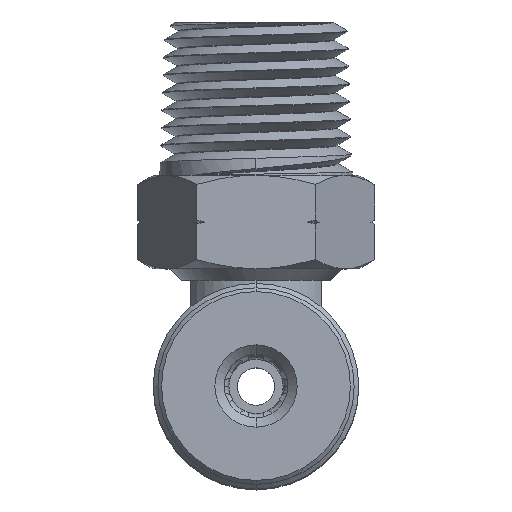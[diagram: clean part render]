
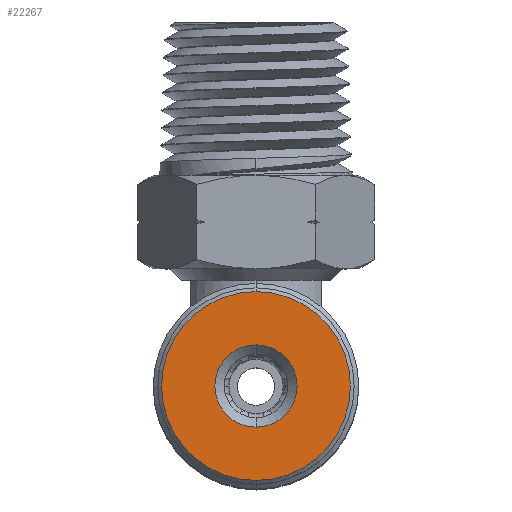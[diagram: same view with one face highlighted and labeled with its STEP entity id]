
A CAD part, top view. The second image highlights one B-rep face of the part: STEP entity #22267.
In plain terms, the highlighted planar face has unit normal (0, 0, 1).
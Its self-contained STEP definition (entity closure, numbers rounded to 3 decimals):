
#1737 = VERTEX_POINT ( 'NONE', #33644 ) ;
#2043 = CARTESIAN_POINT ( 'NONE',  ( 0., 0., 14.5 ) ) ;
#2095 = ORIENTED_EDGE ( 'NONE', *, *, #2380, .T. ) ;
#2380 = EDGE_CURVE ( 'NONE', #15009, #24781, #12041, .T. ) ;
#2566 = DIRECTION ( 'NONE',  ( 0., 0., 1. ) ) ;
#3037 = CARTESIAN_POINT ( 'NONE',  ( 0., 5.05, 14.5 ) ) ;
#3299 = CARTESIAN_POINT ( 'NONE',  ( 0., 2.2, 14.5 ) ) ;
#5130 = DIRECTION ( 'NONE',  ( 0., -1., 0. ) ) ;
#7988 = AXIS2_PLACEMENT_3D ( 'NONE', #34667, #13062, #37785 ) ;
#8416 = CARTESIAN_POINT ( 'NONE',  ( 0., 0., 14.5 ) ) ;
#10314 = CIRCLE ( 'NONE', #13454, 2.2 ) ;
#11175 = CARTESIAN_POINT ( 'NONE',  ( 0., 0., 14.5 ) ) ;
#11546 = DIRECTION ( 'NONE',  ( 0., -1., 0. ) ) ;
#11958 = EDGE_CURVE ( 'NONE', #1737, #14320, #15389, .T. ) ;
#12041 = CIRCLE ( 'NONE', #7988, 5.05 ) ;
#13062 = DIRECTION ( 'NONE',  ( 0., 0., 1. ) ) ;
#13454 = AXIS2_PLACEMENT_3D ( 'NONE', #8416, #29988, #11546 ) ;
#14046 = EDGE_CURVE ( 'NONE', #14320, #1737, #10314, .T. ) ;
#14157 = ORIENTED_EDGE ( 'NONE', *, *, #14046, .T. ) ;
#14277 = DIRECTION ( 'NONE',  ( 0., -1., 0. ) ) ;
#14320 = VERTEX_POINT ( 'NONE', #3299 ) ;
#15009 = VERTEX_POINT ( 'NONE', #29533 ) ;
#15389 = CIRCLE ( 'NONE', #28343, 2.2 ) ;
#16390 = EDGE_CURVE ( 'NONE', #24781, #15009, #19188, .T. ) ;
#16737 = EDGE_LOOP ( 'NONE', ( #36363, #2095 ) ) ;
#19188 = CIRCLE ( 'NONE', #20524, 5.05 ) ;
#20264 = FACE_OUTER_BOUND ( 'NONE', #16737, .T. ) ;
#20524 = AXIS2_PLACEMENT_3D ( 'NONE', #21006, #2566, #24117 ) ;
#21006 = CARTESIAN_POINT ( 'NONE',  ( 0., 0., 14.5 ) ) ;
#22267 = ADVANCED_FACE ( 'NONE', ( #29440, #20264 ), #38845, .T. ) ;
#23612 = DIRECTION ( 'NONE',  ( 0., 0., -1. ) ) ;
#24117 = DIRECTION ( 'NONE',  ( 0., -1., 0. ) ) ;
#24781 = VERTEX_POINT ( 'NONE', #3037 ) ;
#28343 = AXIS2_PLACEMENT_3D ( 'NONE', #2043, #23612, #5130 ) ;
#28861 = EDGE_LOOP ( 'NONE', ( #39235, #14157 ) ) ;
#29440 = FACE_BOUND ( 'NONE', #28861, .T. ) ;
#29533 = CARTESIAN_POINT ( 'NONE',  ( 0., -5.05, 14.5 ) ) ;
#29988 = DIRECTION ( 'NONE',  ( 0., 0., -1. ) ) ;
#31146 = AXIS2_PLACEMENT_3D ( 'NONE', #11175, #32746, #14277 ) ;
#32746 = DIRECTION ( 'NONE',  ( 0., 0., 1. ) ) ;
#33644 = CARTESIAN_POINT ( 'NONE',  ( 0., -2.2, 14.5 ) ) ;
#34667 = CARTESIAN_POINT ( 'NONE',  ( 0., 0., 14.5 ) ) ;
#36363 = ORIENTED_EDGE ( 'NONE', *, *, #16390, .T. ) ;
#37785 = DIRECTION ( 'NONE',  ( 0., -1., 0. ) ) ;
#38845 = PLANE ( 'NONE',  #31146 ) ;
#39235 = ORIENTED_EDGE ( 'NONE', *, *, #11958, .T. ) ;
